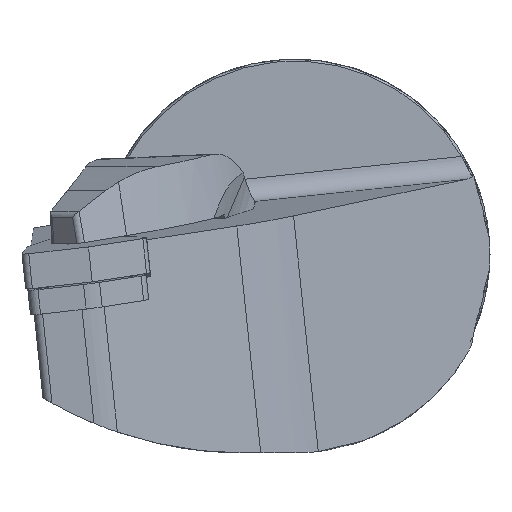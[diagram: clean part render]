
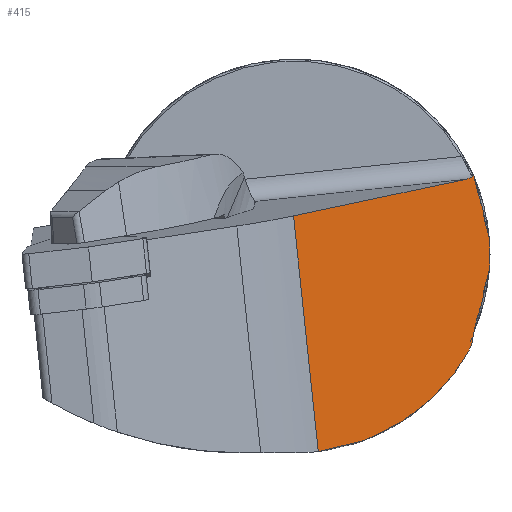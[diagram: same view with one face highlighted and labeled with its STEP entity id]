
A CAD part, left-side view. The second image highlights one B-rep face of the part: STEP entity #415.
In plain terms, the highlighted planar face has unit normal (-0.703, -0.711, 0).
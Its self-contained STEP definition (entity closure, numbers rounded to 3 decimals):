
#355=B_SPLINE_CURVE_WITH_KNOTS('',3,(#3358,#3359,#3360,#3361),
 .UNSPECIFIED.,.F.,.F.,(4,4),(0.,1.),.UNSPECIFIED.);
#356=B_SPLINE_CURVE_WITH_KNOTS('',3,(#3364,#3365,#3366,#3367,#3368,#3369,
#3370),.UNSPECIFIED.,.F.,.F.,(4,3,4),(0.,0.536,1.),
 .UNSPECIFIED.);
#357=B_SPLINE_CURVE_WITH_KNOTS('',3,(#3382,#3383,#3384,#3385),
 .UNSPECIFIED.,.F.,.F.,(4,4),(0.,1.),.UNSPECIFIED.);
#415=ADVANCED_FACE('',(#598),#534,.F.);
#534=PLANE('',#2391);
#598=FACE_OUTER_BOUND('',#711,.T.);
#711=EDGE_LOOP('',(#925,#926,#927,#928,#929,#930,#931,#932,#933,#934,#935,
#936));
#846=ELLIPSE('',#2384,35.195,24.75);
#847=ELLIPSE('',#2385,22.545,12.873);
#848=ELLIPSE('',#2386,35.55,25.);
#849=ELLIPSE('',#2387,22.545,12.873);
#850=ELLIPSE('',#2388,35.195,24.75);
#851=ELLIPSE('',#2389,4.243,3.);
#852=ELLIPSE('',#2390,36.261,25.5);
#925=ORIENTED_EDGE('',*,*,#1747,.F.);
#926=ORIENTED_EDGE('',*,*,#1748,.F.);
#927=ORIENTED_EDGE('',*,*,#1749,.F.);
#928=ORIENTED_EDGE('',*,*,#1750,.F.);
#929=ORIENTED_EDGE('',*,*,#1751,.F.);
#930=ORIENTED_EDGE('',*,*,#1752,.F.);
#931=ORIENTED_EDGE('',*,*,#1753,.F.);
#932=ORIENTED_EDGE('',*,*,#1754,.F.);
#933=ORIENTED_EDGE('',*,*,#1755,.F.);
#934=ORIENTED_EDGE('',*,*,#1735,.F.);
#935=ORIENTED_EDGE('',*,*,#1756,.F.);
#936=ORIENTED_EDGE('',*,*,#1757,.T.);
#1517=VERTEX_POINT('',#3270);
#1518=VERTEX_POINT('',#3272);
#1529=VERTEX_POINT('',#3362);
#1530=VERTEX_POINT('',#3363);
#1531=VERTEX_POINT('',#3371);
#1532=VERTEX_POINT('',#3373);
#1533=VERTEX_POINT('',#3375);
#1534=VERTEX_POINT('',#3377);
#1535=VERTEX_POINT('',#3379);
#1536=VERTEX_POINT('',#3381);
#1537=VERTEX_POINT('',#3386);
#1538=VERTEX_POINT('',#3389);
#1735=EDGE_CURVE('',#1517,#1518,#2033,.T.);
#1747=EDGE_CURVE('',#1529,#1530,#355,.T.);
#1748=EDGE_CURVE('',#1531,#1529,#356,.T.);
#1749=EDGE_CURVE('',#1532,#1531,#846,.T.);
#1750=EDGE_CURVE('',#1533,#1532,#847,.T.);
#1751=EDGE_CURVE('',#1534,#1533,#848,.T.);
#1752=EDGE_CURVE('',#1535,#1534,#849,.T.);
#1753=EDGE_CURVE('',#1536,#1535,#850,.T.);
#1754=EDGE_CURVE('',#1537,#1536,#357,.T.);
#1755=EDGE_CURVE('',#1518,#1537,#851,.T.);
#1756=EDGE_CURVE('',#1538,#1517,#2039,.T.);
#1757=EDGE_CURVE('',#1538,#1530,#852,.T.);
#2033=LINE('',#3271,#2190);
#2039=LINE('',#3388,#2196);
#2190=VECTOR('',#2635,1.);
#2196=VECTOR('',#2665,1.);
#2384=AXIS2_PLACEMENT_3D('',#3372,#2653,#2654);
#2385=AXIS2_PLACEMENT_3D('',#3374,#2655,#2656);
#2386=AXIS2_PLACEMENT_3D('',#3376,#2657,#2658);
#2387=AXIS2_PLACEMENT_3D('',#3378,#2659,#2660);
#2388=AXIS2_PLACEMENT_3D('',#3380,#2661,#2662);
#2389=AXIS2_PLACEMENT_3D('',#3387,#2663,#2664);
#2390=AXIS2_PLACEMENT_3D('',#3390,#2666,#2667);
#2391=AXIS2_PLACEMENT_3D('',#3391,#2668,#2669);
#2635=DIRECTION('',(0.703,-0.696,0.147));
#2653=DIRECTION('',(0.703,0.711,0.));
#2654=DIRECTION('',(-0.711,0.703,0.));
#2655=DIRECTION('',(0.703,0.711,0.));
#2656=DIRECTION('',(0.711,-0.703,0.));
#2657=DIRECTION('',(0.703,0.711,0.));
#2658=DIRECTION('',(-0.711,0.703,0.));
#2659=DIRECTION('',(0.703,0.711,0.));
#2660=DIRECTION('',(0.711,-0.703,0.));
#2661=DIRECTION('',(0.703,0.711,0.));
#2662=DIRECTION('',(-0.711,0.703,0.));
#2663=DIRECTION('',(-0.703,-0.711,0.));
#2664=DIRECTION('',(0.703,-0.696,0.147));
#2665=DIRECTION('',(-0.105,0.104,0.989));
#2666=DIRECTION('',(-0.703,-0.711,0.));
#2667=DIRECTION('',(0.711,-0.703,0.));
#2668=DIRECTION('',(0.703,0.711,0.));
#2669=DIRECTION('',(0.711,-0.703,0.));
#3270=CARTESIAN_POINT('',(15.044,0.194,4.896));
#3271=CARTESIAN_POINT('',(15.044,0.194,4.896));
#3272=CARTESIAN_POINT('',(37.314,-21.832,9.564));
#3358=CARTESIAN_POINT('',(38.307,-22.826,-10.559));
#3359=CARTESIAN_POINT('',(38.243,-22.763,-10.961));
#3360=CARTESIAN_POINT('',(38.176,-22.696,-11.361));
#3361=CARTESIAN_POINT('',(38.105,-22.627,-11.759));
#3362=CARTESIAN_POINT('',(38.307,-22.826,-10.559));
#3363=CARTESIAN_POINT('',(38.105,-22.627,-11.759));
#3364=CARTESIAN_POINT('',(39.,-23.51,-7.737));
#3365=CARTESIAN_POINT('',(38.839,-23.351,-8.22));
#3366=CARTESIAN_POINT('',(38.702,-23.215,-8.72));
#3367=CARTESIAN_POINT('',(38.58,-23.095,-9.226));
#3368=CARTESIAN_POINT('',(38.474,-22.99,-9.664));
#3369=CARTESIAN_POINT('',(38.379,-22.897,-10.108));
#3370=CARTESIAN_POINT('',(38.307,-22.826,-10.559));
#3371=CARTESIAN_POINT('',(39.,-23.51,-7.737));
#3372=CARTESIAN_POINT('',(15.236,0.,0.));
#3373=CARTESIAN_POINT('',(40.,-24.496,-3.534));
#3374=CARTESIAN_POINT('',(24.592,-9.254,0.005));
#3375=CARTESIAN_POINT('',(40.433,-24.924,-1.95));
#3376=CARTESIAN_POINT('',(15.236,0.,0.));
#3377=CARTESIAN_POINT('',(40.433,-24.922,1.978));
#3378=CARTESIAN_POINT('',(24.592,-9.254,0.005));
#3379=CARTESIAN_POINT('',(40.,-24.492,3.562));
#3380=CARTESIAN_POINT('',(15.236,0.,0.));
#3381=CARTESIAN_POINT('',(39.,-23.501,7.763));
#3382=CARTESIAN_POINT('',(38.41,-22.916,10.016));
#3383=CARTESIAN_POINT('',(38.565,-23.069,9.245));
#3384=CARTESIAN_POINT('',(38.758,-23.261,8.489));
#3385=CARTESIAN_POINT('',(39.,-23.501,7.763));
#3386=CARTESIAN_POINT('',(38.41,-22.916,10.016));
#3387=CARTESIAN_POINT('',(37.,-21.52,12.531));
#3388=CARTESIAN_POINT('',(21.807,-6.532,-59.097));
#3389=CARTESIAN_POINT('',(18.237,-2.983,-25.325));
#3390=CARTESIAN_POINT('',(15.236,0.,0.));
#3391=CARTESIAN_POINT('',(21.807,-6.532,-59.097));
